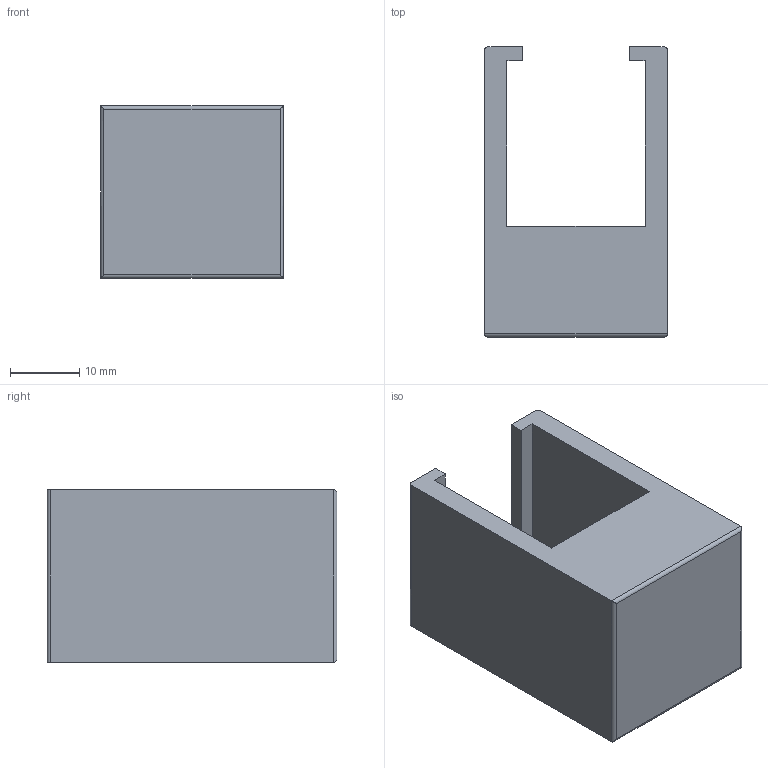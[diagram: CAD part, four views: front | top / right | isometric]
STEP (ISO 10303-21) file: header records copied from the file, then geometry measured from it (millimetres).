
FILE_DESCRIPTION (( 'STEP AP203' ), '1' );
FILE_NAME ('3D_GN6564_Flach_188735212.STEP', '2024-10-22T14:29:02', ( '' ), ( '' ), 'SwSTEP 2.0', 'SolidWorks 2023', '' );
FILE_SCHEMA (( 'CONFIG_CONTROL_DESIGN' ));
Length unit declared in the file: millimetre
Products named in the file (1): 3D_GN6564_Flach_188735212
Bounding box: 26.5 x 42 x 25 mm (x, y, z)
Volume: 10600.1 mm3; surface area: 7757.8 mm2
Topology: 2 solids, 2 shells, 53 faces, 122 edges, 78 vertices
Faces by surface type: plane 31, cylinder 16, cone 4, torus 2
Entity records: 1567 total; most frequent: CARTESIAN_POINT 266, DIRECTION 258, ORIENTED_EDGE 244, EDGE_CURVE 122, VECTOR 86, AXIS2_PLACEMENT_3D 86, LINE 86, VERTEX_POINT 78
